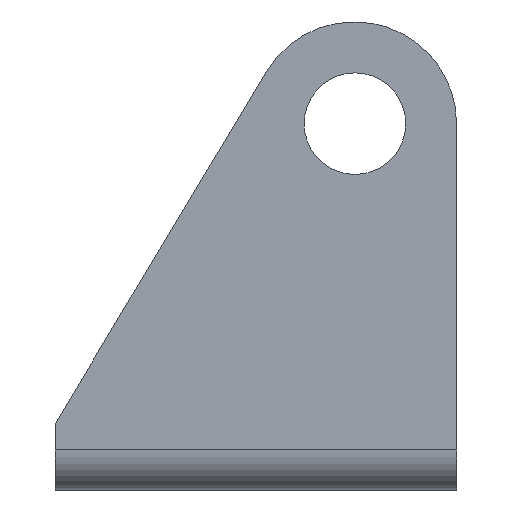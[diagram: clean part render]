
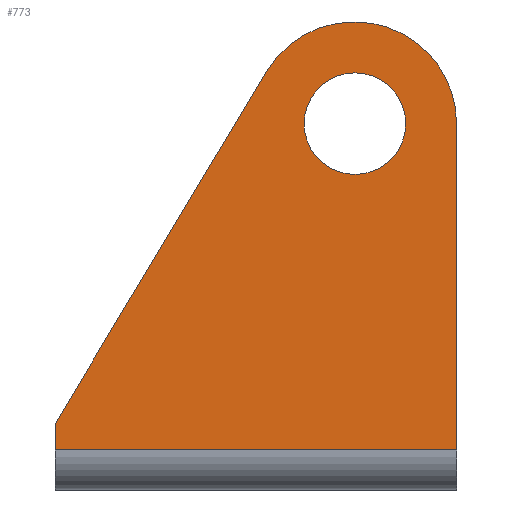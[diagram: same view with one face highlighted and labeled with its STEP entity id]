
A CAD part, left-side view. The second image highlights one B-rep face of the part: STEP entity #773.
In plain terms, the highlighted planar face has unit normal (-1, 0, 0).
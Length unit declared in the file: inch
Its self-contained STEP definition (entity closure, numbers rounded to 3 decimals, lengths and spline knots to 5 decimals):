
#157=CARTESIAN_POINT('',(-0.61632,-0.31084,1.18));
#158=VERTEX_POINT('',#157);
#167=CARTESIAN_POINT('',(-0.61632,-0.31084,1.56));
#168=VERTEX_POINT('',#167);
#169=CARTESIAN_POINT('',(-0.61632,-0.31084,1.37));
#170=DIRECTION('',(1.0,0.0,0.0));
#171=DIRECTION('',(0.0,0.0,-1.0));
#172=AXIS2_PLACEMENT_3D('',#169,#170,#171);
#173=CIRCLE('',#172,0.19);
#174=EDGE_CURVE('',#168,#158,#173,.T.);
#199=CARTESIAN_POINT('',(-0.61632,-0.57954,1.6387));
#200=VERTEX_POINT('',#199);
#209=CARTESIAN_POINT('',(-0.61632,-0.69084,1.37));
#210=VERTEX_POINT('',#209);
#211=CARTESIAN_POINT('',(-0.61632,-0.31084,1.37));
#212=DIRECTION('',(1.,0.0,0.0));
#213=DIRECTION('',(0.0,-0.707,0.707));
#214=AXIS2_PLACEMENT_3D('',#211,#212,#213);
#215=CIRCLE('',#214,0.38);
#216=EDGE_CURVE('',#200,#210,#215,.T.);
#241=CARTESIAN_POINT('',(-0.61632,-0.11877,1.70068));
#242=VERTEX_POINT('',#241);
#251=CARTESIAN_POINT('',(-0.61632,-0.306,1.75));
#252=VERTEX_POINT('',#251);
#253=CARTESIAN_POINT('',(-0.61632,-0.306,1.37));
#254=DIRECTION('',(1.,0.0,0.0));
#255=DIRECTION('',(0.0,0.493,0.87));
#256=AXIS2_PLACEMENT_3D('',#253,#254,#255);
#257=CIRCLE('',#256,0.38);
#258=EDGE_CURVE('',#242,#252,#257,.T.);
#590=CARTESIAN_POINT('',(-0.61632,0.01985,1.56551));
#591=VERTEX_POINT('',#590);
#598=CARTESIAN_POINT('',(-0.61632,-0.306,1.37));
#599=DIRECTION('',(1.,0.0,0.0));
#600=DIRECTION('',(0.0,0.493,0.87));
#601=AXIS2_PLACEMENT_3D('',#598,#599,#600);
#602=CIRCLE('',#601,0.38);
#603=EDGE_CURVE('',#591,#242,#602,.T.);
#680=CARTESIAN_POINT('',(-0.61632,-0.31084,1.75));
#681=VERTEX_POINT('',#680);
#682=CARTESIAN_POINT('',(-0.61632,-0.306,1.75));
#683=DIRECTION('',(0.0,-1.0,0.0));
#684=VECTOR('',#683,0.00485);
#685=LINE('',#682,#684);
#686=EDGE_CURVE('',#252,#681,#685,.T.);
#705=CARTESIAN_POINT('',(-0.61632,0.80916,0.25));
#706=VERTEX_POINT('',#705);
#713=CARTESIAN_POINT('',(-0.61632,0.80916,0.25));
#714=DIRECTION('',(0.,-0.514,0.857));
#715=VECTOR('',#714,1.53413);
#716=LINE('',#713,#715);
#717=EDGE_CURVE('',#706,#591,#716,.T.);
#722=CARTESIAN_POINT('',(-0.61632,0.05916,0.935));
#723=DIRECTION('',(1.0,0.0,0.0));
#724=DIRECTION('',(0.0,0.0,-1.0));
#725=AXIS2_PLACEMENT_3D('',#722,#723,#724);
#726=PLANE('',#725);
#727=ORIENTED_EDGE('',*,*,#603,.F.);
#728=ORIENTED_EDGE('',*,*,#717,.F.);
#729=CARTESIAN_POINT('',(-0.61632,0.80916,0.15));
#730=VERTEX_POINT('',#729);
#731=CARTESIAN_POINT('',(-0.61632,0.80916,0.15));
#732=DIRECTION('',(0.0,0.0,1.0));
#733=VECTOR('',#732,0.1);
#734=LINE('',#731,#733);
#735=EDGE_CURVE('',#730,#706,#734,.T.);
#736=ORIENTED_EDGE('',*,*,#735,.F.);
#737=CARTESIAN_POINT('',(-0.61632,-0.69084,0.15));
#738=VERTEX_POINT('',#737);
#739=CARTESIAN_POINT('',(-0.61632,0.80916,0.15));
#740=DIRECTION('',(0.0,-1.0,0.0));
#741=VECTOR('',#740,1.5);
#742=LINE('',#739,#741);
#743=EDGE_CURVE('',#730,#738,#742,.T.);
#744=ORIENTED_EDGE('',*,*,#743,.T.);
#745=CARTESIAN_POINT('',(-0.61632,-0.69084,1.37));
#746=DIRECTION('',(0.0,0.0,-1.0));
#747=VECTOR('',#746,1.22);
#748=LINE('',#745,#747);
#749=EDGE_CURVE('',#210,#738,#748,.T.);
#750=ORIENTED_EDGE('',*,*,#749,.F.);
#751=ORIENTED_EDGE('',*,*,#216,.F.);
#752=CARTESIAN_POINT('',(-0.61632,-0.31084,1.37));
#753=DIRECTION('',(1.,0.0,0.0));
#754=DIRECTION('',(0.0,-0.707,0.707));
#755=AXIS2_PLACEMENT_3D('',#752,#753,#754);
#756=CIRCLE('',#755,0.38);
#757=EDGE_CURVE('',#681,#200,#756,.T.);
#758=ORIENTED_EDGE('',*,*,#757,.F.);
#759=ORIENTED_EDGE('',*,*,#686,.F.);
#760=ORIENTED_EDGE('',*,*,#258,.F.);
#761=EDGE_LOOP('',(#727,#728,#736,#744,#750,#751,#758,#759,#760));
#762=FACE_OUTER_BOUND('',#761,.T.);
#763=ORIENTED_EDGE('',*,*,#174,.T.);
#764=CARTESIAN_POINT('',(-0.61632,-0.31084,1.37));
#765=DIRECTION('',(1.0,0.0,0.0));
#766=DIRECTION('',(0.0,0.0,-1.0));
#767=AXIS2_PLACEMENT_3D('',#764,#765,#766);
#768=CIRCLE('',#767,0.19);
#769=EDGE_CURVE('',#158,#168,#768,.T.);
#770=ORIENTED_EDGE('',*,*,#769,.T.);
#771=EDGE_LOOP('',(#763,#770));
#772=FACE_BOUND('',#771,.T.);
#773=ADVANCED_FACE('',(#762,#772),#726,.F.);
